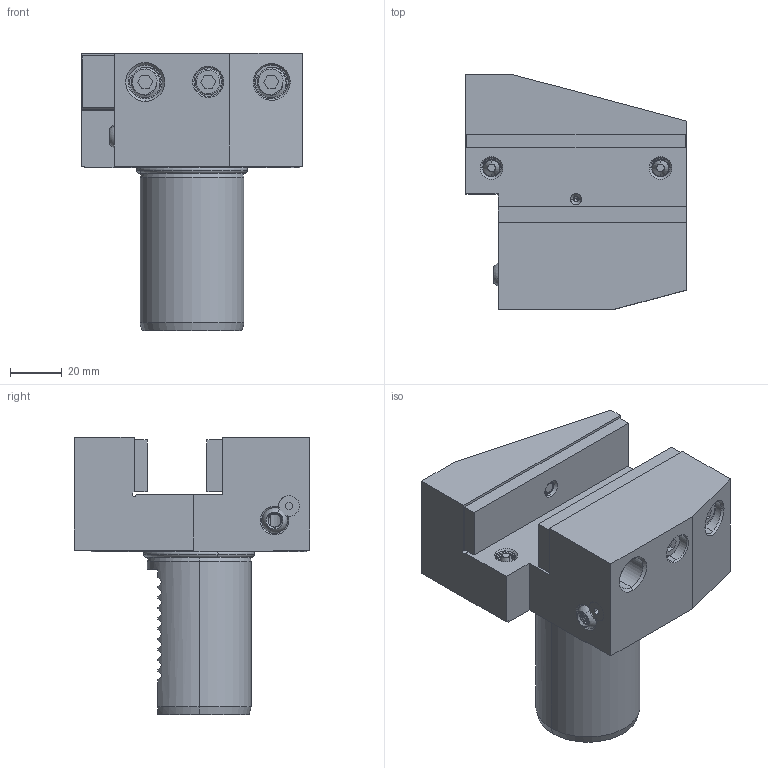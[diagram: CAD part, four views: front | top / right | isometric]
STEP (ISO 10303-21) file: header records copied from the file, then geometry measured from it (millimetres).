
FILE_DESCRIPTION (( 'STEP AP203' ), '1' );
FILE_NAME ('409.34.25.STEP', '2016-11-28T09:26:20', ( '' ), ( '' ), 'SwSTEP 2.0', 'SolidWorks 2012', '' );
FILE_SCHEMA (( 'CONFIG_CONTROL_DESIGN' ));
Products named in the file (13): 25x7.8; 409.34.25; O型環38.7; 皿頭_M4xP0.7x8L; 管螺文螺絲; 2-44100006N4出水銅嘴; M8尖頭螺絲; M12平頭螺絲25; M6x12; M6x30; VDI40    B4; 84x20x5; 72.5x20x6
Assembly tree (14 placements, depth 2):
  409.34.25
    VDI40    B4
    72.5x20x6
    84x20x5
    M6x12
    M6x30
    M8尖頭螺絲  x2
    M12平頭螺絲25  x2
    O型環38.7
    皿頭_M4xP0.7x8L
    2-44100006N4出水銅嘴
    管螺文螺絲
    25x7.8
Bounding box: 85 x 90.5 x 106.7 mm (x, y, z)
Volume: 302524.9 mm3; surface area: 63815.6 mm2
Topology: 31 solids, 31 shells, 755 faces, 1953 edges, 1268 vertices
Faces by surface type: cylinder 349, cone 154, plane 154, bspline 78, torus 18, sphere 2
Entity records: 87918 total; most frequent: CARTESIAN_POINT 72386, ORIENTED_EDGE 3416, DIRECTION 2364, EDGE_CURVE 1708, VERTEX_POINT 1111, AXIS2_PLACEMENT_3D 856, EDGE_LOOP 711, FACE_OUTER_BOUND 671
